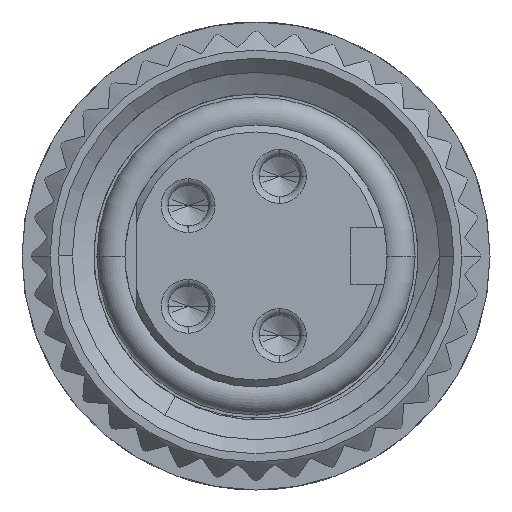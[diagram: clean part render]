
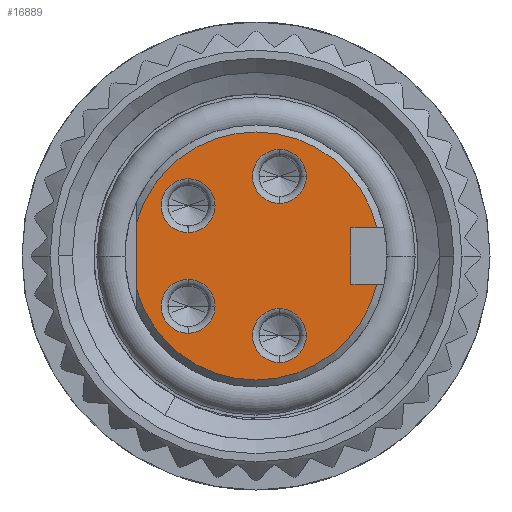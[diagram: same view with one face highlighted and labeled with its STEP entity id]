
A CAD part, front view. The second image highlights one B-rep face of the part: STEP entity #16889.
In plain terms, the highlighted planar face has unit normal (0, -1, 0).
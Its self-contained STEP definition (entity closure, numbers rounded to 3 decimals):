
#18=CARTESIAN_POINT('',(0.,-5.1,0.));
#19=DIRECTION('',(0.,1.,0.));
#20=DIRECTION('',(-0.962,0.,0.272));
#21=AXIS2_PLACEMENT_3D('',#18,#19,#20);
#23=CARTESIAN_POINT('',(0.,-5.1,0.));
#24=DIRECTION('',(0.,1.,0.));
#25=DIRECTION('',(0.,0.,1.));
#26=AXIS2_PLACEMENT_3D('',#23,#24,#25);
#28=DIRECTION('',(1.,0.,0.));
#29=VECTOR('',#28,0.554);
#30=CARTESIAN_POINT('',(2.027,-5.1,-0.6));
#31=LINE('',#30,#29);
#32=CARTESIAN_POINT('',(0.,-5.1,0.));
#33=DIRECTION('',(0.,1.,0.));
#34=DIRECTION('',(0.974,0.,-0.226));
#35=AXIS2_PLACEMENT_3D('',#32,#33,#34);
#37=CARTESIAN_POINT('',(0.,-5.1,0.));
#38=DIRECTION('',(0.,1.,0.));
#39=DIRECTION('',(0.,0.,-1.));
#40=AXIS2_PLACEMENT_3D('',#37,#38,#39);
#42=CARTESIAN_POINT('',(-1.45,-5.1,1.075));
#43=DIRECTION('',(0.,-1.,0.));
#44=DIRECTION('',(0.,0.,1.));
#45=AXIS2_PLACEMENT_3D('',#42,#43,#44);
#47=CARTESIAN_POINT('',(-1.45,-5.1,1.075));
#48=DIRECTION('',(0.,-1.,0.));
#49=DIRECTION('',(0.,0.,-1.));
#50=AXIS2_PLACEMENT_3D('',#47,#48,#49);
#52=CARTESIAN_POINT('',(0.5,-5.1,-1.7));
#53=DIRECTION('',(0.,-1.,0.));
#54=DIRECTION('',(0.,0.,1.));
#55=AXIS2_PLACEMENT_3D('',#52,#53,#54);
#57=CARTESIAN_POINT('',(0.5,-5.1,-1.7));
#58=DIRECTION('',(0.,-1.,0.));
#59=DIRECTION('',(0.,0.,-1.));
#60=AXIS2_PLACEMENT_3D('',#57,#58,#59);
#62=CARTESIAN_POINT('',(0.5,-5.1,1.7));
#63=DIRECTION('',(0.,-1.,0.));
#64=DIRECTION('',(0.,0.,1.));
#65=AXIS2_PLACEMENT_3D('',#62,#63,#64);
#67=CARTESIAN_POINT('',(0.5,-5.1,1.7));
#68=DIRECTION('',(0.,-1.,0.));
#69=DIRECTION('',(0.,0.,-1.));
#70=AXIS2_PLACEMENT_3D('',#67,#68,#69);
#72=CARTESIAN_POINT('',(-1.45,-5.1,-1.075));
#73=DIRECTION('',(0.,-1.,0.));
#74=DIRECTION('',(0.,0.,1.));
#75=AXIS2_PLACEMENT_3D('',#72,#73,#74);
#77=CARTESIAN_POINT('',(-1.45,-5.1,-1.075));
#78=DIRECTION('',(0.,-1.,0.));
#79=DIRECTION('',(0.,0.,-1.));
#80=AXIS2_PLACEMENT_3D('',#77,#78,#79);
#82=DIRECTION('',(0.,0.,-1.));
#83=VECTOR('',#82,1.442);
#84=CARTESIAN_POINT('',(-2.55,-5.1,0.721));
#85=LINE('',#84,#83);
#117=DIRECTION('',(0.,0.,1.));
#118=VECTOR('',#117,1.2);
#119=CARTESIAN_POINT('',(2.027,-5.1,-0.6));
#120=LINE('',#119,#118);
#129=DIRECTION('',(1.,0.,0.));
#130=VECTOR('',#129,0.554);
#131=CARTESIAN_POINT('',(2.027,-5.1,0.6));
#132=LINE('',#131,#130);
#14344=CARTESIAN_POINT('',(-2.55,-5.1,0.721));
#14345=CARTESIAN_POINT('',(-2.55,-5.1,-0.721));
#14346=VERTEX_POINT('',#14344);
#14347=VERTEX_POINT('',#14345);
#14348=CARTESIAN_POINT('',(0.,-5.1,2.65));
#14349=CARTESIAN_POINT('',(2.581,-5.1,0.6));
#14350=VERTEX_POINT('',#14348);
#14351=VERTEX_POINT('',#14349);
#14352=CARTESIAN_POINT('',(2.027,-5.1,0.6));
#14353=VERTEX_POINT('',#14352);
#14354=CARTESIAN_POINT('',(2.027,-5.1,-0.6));
#14355=VERTEX_POINT('',#14354);
#14356=CARTESIAN_POINT('',(2.581,-5.1,-0.6));
#14357=VERTEX_POINT('',#14356);
#14358=CARTESIAN_POINT('',(0.,-5.1,-2.65));
#14359=VERTEX_POINT('',#14358);
#14360=CARTESIAN_POINT('',(-1.45,-5.1,1.65));
#14361=CARTESIAN_POINT('',(-1.45,-5.1,0.5));
#14362=VERTEX_POINT('',#14360);
#14363=VERTEX_POINT('',#14361);
#14364=CARTESIAN_POINT('',(0.5,-5.1,-1.125));
#14365=CARTESIAN_POINT('',(0.5,-5.1,-2.275));
#14366=VERTEX_POINT('',#14364);
#14367=VERTEX_POINT('',#14365);
#14368=CARTESIAN_POINT('',(0.5,-5.1,2.275));
#14369=CARTESIAN_POINT('',(0.5,-5.1,1.125));
#14370=VERTEX_POINT('',#14368);
#14371=VERTEX_POINT('',#14369);
#14372=CARTESIAN_POINT('',(-1.45,-5.1,-0.5));
#14373=CARTESIAN_POINT('',(-1.45,-5.1,-1.65));
#14374=VERTEX_POINT('',#14372);
#14375=VERTEX_POINT('',#14373);
#16842=CARTESIAN_POINT('',(0.,-5.1,0.));
#16843=DIRECTION('',(0.,1.,0.));
#16844=DIRECTION('',(0.,0.,-1.));
#16845=AXIS2_PLACEMENT_3D('',#16842,#16843,#16844);
#16846=PLANE('',#16845);
#16848=ORIENTED_EDGE('',*,*,#16847,.F.);
#16850=ORIENTED_EDGE('',*,*,#16849,.T.);
#16852=ORIENTED_EDGE('',*,*,#16851,.T.);
#16854=ORIENTED_EDGE('',*,*,#16853,.F.);
#16856=ORIENTED_EDGE('',*,*,#16855,.F.);
#16858=ORIENTED_EDGE('',*,*,#16857,.T.);
#16860=ORIENTED_EDGE('',*,*,#16859,.T.);
#16862=ORIENTED_EDGE('',*,*,#16861,.T.);
#16863=EDGE_LOOP('',(#16848,#16850,#16852,#16854,#16856,#16858,#16860,#16862));
#16864=FACE_OUTER_BOUND('',#16863,.F.);
#16866=ORIENTED_EDGE('',*,*,#16865,.T.);
#16868=ORIENTED_EDGE('',*,*,#16867,.T.);
#16869=EDGE_LOOP('',(#16866,#16868));
#16870=FACE_BOUND('',#16869,.F.);
#16872=ORIENTED_EDGE('',*,*,#16871,.T.);
#16874=ORIENTED_EDGE('',*,*,#16873,.T.);
#16875=EDGE_LOOP('',(#16872,#16874));
#16876=FACE_BOUND('',#16875,.F.);
#16878=ORIENTED_EDGE('',*,*,#16877,.T.);
#16880=ORIENTED_EDGE('',*,*,#16879,.T.);
#16881=EDGE_LOOP('',(#16878,#16880));
#16882=FACE_BOUND('',#16881,.F.);
#16884=ORIENTED_EDGE('',*,*,#16883,.T.);
#16886=ORIENTED_EDGE('',*,*,#16885,.T.);
#16887=EDGE_LOOP('',(#16884,#16886));
#16888=FACE_BOUND('',#16887,.F.);
#22=CIRCLE('',#21,2.65);
#27=CIRCLE('',#26,2.65);
#36=CIRCLE('',#35,2.65);
#41=CIRCLE('',#40,2.65);
#46=CIRCLE('',#45,0.575);
#51=CIRCLE('',#50,0.575);
#56=CIRCLE('',#55,0.575);
#61=CIRCLE('',#60,0.575);
#66=CIRCLE('',#65,0.575);
#71=CIRCLE('',#70,0.575);
#76=CIRCLE('',#75,0.575);
#81=CIRCLE('',#80,0.575);
#16847=EDGE_CURVE('',#14346,#14347,#85,.T.);
#16849=EDGE_CURVE('',#14346,#14350,#22,.T.);
#16851=EDGE_CURVE('',#14350,#14351,#27,.T.);
#16853=EDGE_CURVE('',#14353,#14351,#132,.T.);
#16855=EDGE_CURVE('',#14355,#14353,#120,.T.);
#16857=EDGE_CURVE('',#14355,#14357,#31,.T.);
#16859=EDGE_CURVE('',#14357,#14359,#36,.T.);
#16861=EDGE_CURVE('',#14359,#14347,#41,.T.);
#16865=EDGE_CURVE('',#14362,#14363,#46,.T.);
#16867=EDGE_CURVE('',#14363,#14362,#51,.T.);
#16871=EDGE_CURVE('',#14366,#14367,#56,.T.);
#16873=EDGE_CURVE('',#14367,#14366,#61,.T.);
#16877=EDGE_CURVE('',#14370,#14371,#66,.T.);
#16879=EDGE_CURVE('',#14371,#14370,#71,.T.);
#16883=EDGE_CURVE('',#14374,#14375,#76,.T.);
#16885=EDGE_CURVE('',#14375,#14374,#81,.T.);
#16889=ADVANCED_FACE('',(#16864,#16870,#16876,#16882,#16888),#16846,.F.);
